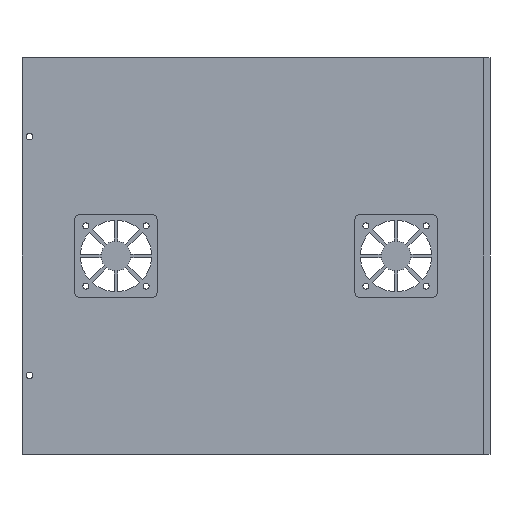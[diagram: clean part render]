
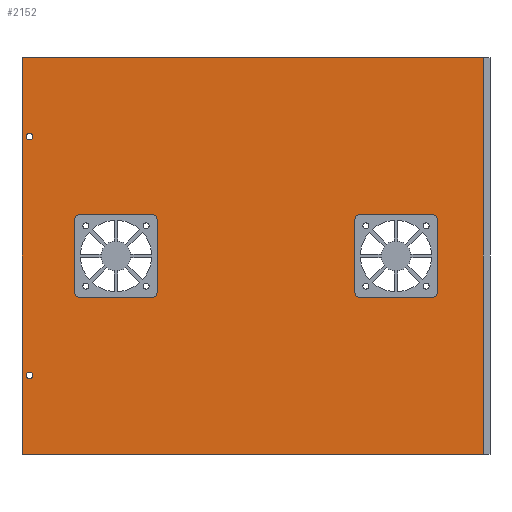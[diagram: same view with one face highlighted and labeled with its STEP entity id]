
A CAD part, front view. The second image highlights one B-rep face of the part: STEP entity #2152.
In plain terms, the highlighted planar face has unit normal (0, -1, 0).
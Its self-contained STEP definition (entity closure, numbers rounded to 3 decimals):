
#1=CARTESIAN_POINT('',(4.,0.,42.));
#2=DIRECTION('',(0.,-1.,0.));
#3=DIRECTION('',(1.,0.,0.));
#4=AXIS2_PLACEMENT_3D('',#1,#2,#3);
#6=CARTESIAN_POINT('',(4.,0.,42.));
#7=DIRECTION('',(0.,-1.,0.));
#8=DIRECTION('',(-1.,0.,0.));
#9=AXIS2_PLACEMENT_3D('',#6,#7,#8);
#11=CARTESIAN_POINT('',(4.,0.,169.));
#12=DIRECTION('',(0.,-1.,0.));
#13=DIRECTION('',(1.,0.,0.));
#14=AXIS2_PLACEMENT_3D('',#11,#12,#13);
#16=CARTESIAN_POINT('',(4.,0.,169.));
#17=DIRECTION('',(0.,-1.,0.));
#18=DIRECTION('',(-1.,0.,0.));
#19=AXIS2_PLACEMENT_3D('',#16,#17,#18);
#21=CARTESIAN_POINT('',(31.,0.,124.5));
#22=DIRECTION('',(0.,-1.,0.));
#23=DIRECTION('',(0.,0.,1.));
#24=AXIS2_PLACEMENT_3D('',#21,#22,#23);
#26=CARTESIAN_POINT('',(31.,0.,86.5));
#27=DIRECTION('',(0.,-1.,0.));
#28=DIRECTION('',(-1.,0.,0.));
#29=AXIS2_PLACEMENT_3D('',#26,#27,#28);
#31=CARTESIAN_POINT('',(69.,0.,86.5));
#32=DIRECTION('',(0.,-1.,0.));
#33=DIRECTION('',(0.,0.,-1.));
#34=AXIS2_PLACEMENT_3D('',#31,#32,#33);
#36=CARTESIAN_POINT('',(69.,0.,124.5));
#37=DIRECTION('',(0.,-1.,0.));
#38=DIRECTION('',(1.,0.,0.));
#39=AXIS2_PLACEMENT_3D('',#36,#37,#38);
#41=CARTESIAN_POINT('',(180.,0.,86.5));
#42=DIRECTION('',(0.,-1.,0.));
#43=DIRECTION('',(-1.,0.,0.));
#44=AXIS2_PLACEMENT_3D('',#41,#42,#43);
#46=CARTESIAN_POINT('',(218.,0.,86.5));
#47=DIRECTION('',(0.,-1.,0.));
#48=DIRECTION('',(0.,0.,-1.));
#49=AXIS2_PLACEMENT_3D('',#46,#47,#48);
#51=CARTESIAN_POINT('',(218.,0.,124.5));
#52=DIRECTION('',(0.,-1.,0.));
#53=DIRECTION('',(1.,0.,0.));
#54=AXIS2_PLACEMENT_3D('',#51,#52,#53);
#56=CARTESIAN_POINT('',(180.,0.,124.5));
#57=DIRECTION('',(0.,-1.,0.));
#58=DIRECTION('',(0.,0.,1.));
#59=AXIS2_PLACEMENT_3D('',#56,#57,#58);
#61=DIRECTION('',(0.,0.,-1.));
#62=VECTOR('',#61,211.);
#63=CARTESIAN_POINT('',(245.5,0.,211.));
#64=LINE('',#63,#62);
#549=DIRECTION('',(0.,0.,-1.));
#550=VECTOR('',#549,211.);
#551=CARTESIAN_POINT('',(0.,0.,211.));
#552=LINE('',#551,#550);
#565=DIRECTION('',(1.,0.,0.));
#566=VECTOR('',#565,245.5);
#567=CARTESIAN_POINT('',(0.,0.,0.));
#568=LINE('',#567,#566);
#585=DIRECTION('',(-1.,0.,0.));
#586=VECTOR('',#585,245.5);
#587=CARTESIAN_POINT('',(245.5,0.,211.));
#588=LINE('',#587,#586);
#805=DIRECTION('',(-1.,0.,0.));
#806=VECTOR('',#805,38.);
#807=CARTESIAN_POINT('',(69.,0.,83.5));
#808=LINE('',#807,#806);
#817=DIRECTION('',(0.,0.,-1.));
#818=VECTOR('',#817,38.);
#819=CARTESIAN_POINT('',(72.,0.,124.5));
#820=LINE('',#819,#818);
#829=DIRECTION('',(1.,0.,0.));
#830=VECTOR('',#829,38.);
#831=CARTESIAN_POINT('',(31.,0.,127.5));
#832=LINE('',#831,#830);
#841=DIRECTION('',(0.,0.,1.));
#842=VECTOR('',#841,38.);
#843=CARTESIAN_POINT('',(28.,0.,86.5));
#844=LINE('',#843,#842);
#1233=DIRECTION('',(0.,0.,-1.));
#1234=VECTOR('',#1233,38.);
#1235=CARTESIAN_POINT('',(221.,0.,124.5));
#1236=LINE('',#1235,#1234);
#1245=DIRECTION('',(1.,0.,0.));
#1246=VECTOR('',#1245,38.);
#1247=CARTESIAN_POINT('',(180.,0.,127.5));
#1248=LINE('',#1247,#1246);
#1257=DIRECTION('',(0.,0.,1.));
#1258=VECTOR('',#1257,38.);
#1259=CARTESIAN_POINT('',(177.,0.,86.5));
#1260=LINE('',#1259,#1258);
#1269=DIRECTION('',(-1.,0.,0.));
#1270=VECTOR('',#1269,38.);
#1271=CARTESIAN_POINT('',(218.,0.,83.5));
#1272=LINE('',#1271,#1270);
#1601=CARTESIAN_POINT('',(0.,0.,211.));
#1602=CARTESIAN_POINT('',(0.,0.,0.));
#1603=VERTEX_POINT('',#1601);
#1604=VERTEX_POINT('',#1602);
#1605=CARTESIAN_POINT('',(5.75,0.,42.));
#1606=CARTESIAN_POINT('',(2.25,0.,42.));
#1607=VERTEX_POINT('',#1605);
#1608=VERTEX_POINT('',#1606);
#1609=CARTESIAN_POINT('',(5.75,0.,169.));
#1610=CARTESIAN_POINT('',(2.25,0.,169.));
#1611=VERTEX_POINT('',#1609);
#1612=VERTEX_POINT('',#1610);
#1613=CARTESIAN_POINT('',(31.,0.,127.5));
#1614=CARTESIAN_POINT('',(69.,0.,127.5));
#1615=VERTEX_POINT('',#1613);
#1616=VERTEX_POINT('',#1614);
#1617=CARTESIAN_POINT('',(28.,0.,124.5));
#1618=VERTEX_POINT('',#1617);
#1619=CARTESIAN_POINT('',(28.,0.,86.5));
#1620=VERTEX_POINT('',#1619);
#1621=CARTESIAN_POINT('',(31.,0.,83.5));
#1622=VERTEX_POINT('',#1621);
#1623=CARTESIAN_POINT('',(69.,0.,83.5));
#1624=VERTEX_POINT('',#1623);
#1625=CARTESIAN_POINT('',(72.,0.,86.5));
#1626=VERTEX_POINT('',#1625);
#1627=CARTESIAN_POINT('',(72.,0.,124.5));
#1628=VERTEX_POINT('',#1627);
#1629=CARTESIAN_POINT('',(177.,0.,86.5));
#1630=CARTESIAN_POINT('',(177.,0.,124.5));
#1631=VERTEX_POINT('',#1629);
#1632=VERTEX_POINT('',#1630);
#1633=CARTESIAN_POINT('',(180.,0.,83.5));
#1634=VERTEX_POINT('',#1633);
#1635=CARTESIAN_POINT('',(218.,0.,83.5));
#1636=VERTEX_POINT('',#1635);
#1637=CARTESIAN_POINT('',(221.,0.,86.5));
#1638=VERTEX_POINT('',#1637);
#1639=CARTESIAN_POINT('',(221.,0.,124.5));
#1640=VERTEX_POINT('',#1639);
#1641=CARTESIAN_POINT('',(218.,0.,127.5));
#1642=VERTEX_POINT('',#1641);
#1643=CARTESIAN_POINT('',(180.,0.,127.5));
#1644=VERTEX_POINT('',#1643);
#2077=CARTESIAN_POINT('',(245.5,0.,211.));
#2078=CARTESIAN_POINT('',(245.5,0.,0.));
#2079=VERTEX_POINT('',#2077);
#2080=VERTEX_POINT('',#2078);
#2089=CARTESIAN_POINT('',(0.,0.,0.));
#2090=DIRECTION('',(0.,1.,0.));
#2091=DIRECTION('',(1.,0.,0.));
#2092=AXIS2_PLACEMENT_3D('',#2089,#2090,#2091);
#2093=PLANE('',#2092);
#2095=ORIENTED_EDGE('',*,*,#2094,.T.);
#2097=ORIENTED_EDGE('',*,*,#2096,.F.);
#2099=ORIENTED_EDGE('',*,*,#2098,.F.);
#2101=ORIENTED_EDGE('',*,*,#2100,.F.);
#2102=EDGE_LOOP('',(#2095,#2097,#2099,#2101));
#2103=FACE_OUTER_BOUND('',#2102,.F.);
#2105=ORIENTED_EDGE('',*,*,#2104,.T.);
#2107=ORIENTED_EDGE('',*,*,#2106,.T.);
#2108=EDGE_LOOP('',(#2105,#2107));
#2109=FACE_BOUND('',#2108,.F.);
#2111=ORIENTED_EDGE('',*,*,#2110,.F.);
#2113=ORIENTED_EDGE('',*,*,#2112,.T.);
#2115=ORIENTED_EDGE('',*,*,#2114,.F.);
#2117=ORIENTED_EDGE('',*,*,#2116,.T.);
#2119=ORIENTED_EDGE('',*,*,#2118,.F.);
#2121=ORIENTED_EDGE('',*,*,#2120,.T.);
#2123=ORIENTED_EDGE('',*,*,#2122,.F.);
#2125=ORIENTED_EDGE('',*,*,#2124,.T.);
#2126=EDGE_LOOP('',(#2111,#2113,#2115,#2117,#2119,#2121,#2123,#2125));
#2127=FACE_BOUND('',#2126,.F.);
#2129=ORIENTED_EDGE('',*,*,#2128,.F.);
#2131=ORIENTED_EDGE('',*,*,#2130,.T.);
#2133=ORIENTED_EDGE('',*,*,#2132,.F.);
#2135=ORIENTED_EDGE('',*,*,#2134,.T.);
#2137=ORIENTED_EDGE('',*,*,#2136,.F.);
#2139=ORIENTED_EDGE('',*,*,#2138,.T.);
#2141=ORIENTED_EDGE('',*,*,#2140,.F.);
#2143=ORIENTED_EDGE('',*,*,#2142,.T.);
#2144=EDGE_LOOP('',(#2129,#2131,#2133,#2135,#2137,#2139,#2141,#2143));
#2145=FACE_BOUND('',#2144,.F.);
#2147=ORIENTED_EDGE('',*,*,#2146,.T.);
#2149=ORIENTED_EDGE('',*,*,#2148,.T.);
#2150=EDGE_LOOP('',(#2147,#2149));
#2151=FACE_BOUND('',#2150,.F.);
#5=CIRCLE('',#4,1.75);
#10=CIRCLE('',#9,1.75);
#15=CIRCLE('',#14,1.75);
#20=CIRCLE('',#19,1.75);
#25=CIRCLE('',#24,3.);
#30=CIRCLE('',#29,3.);
#35=CIRCLE('',#34,3.);
#40=CIRCLE('',#39,3.);
#45=CIRCLE('',#44,3.);
#50=CIRCLE('',#49,3.);
#55=CIRCLE('',#54,3.);
#60=CIRCLE('',#59,3.);
#2094=EDGE_CURVE('',#2079,#2080,#64,.T.);
#2096=EDGE_CURVE('',#1604,#2080,#568,.T.);
#2098=EDGE_CURVE('',#1603,#1604,#552,.T.);
#2100=EDGE_CURVE('',#2079,#1603,#588,.T.);
#2104=EDGE_CURVE('',#1611,#1612,#15,.T.);
#2106=EDGE_CURVE('',#1612,#1611,#20,.T.);
#2110=EDGE_CURVE('',#1615,#1616,#832,.T.);
#2112=EDGE_CURVE('',#1615,#1618,#25,.T.);
#2114=EDGE_CURVE('',#1620,#1618,#844,.T.);
#2116=EDGE_CURVE('',#1620,#1622,#30,.T.);
#2118=EDGE_CURVE('',#1624,#1622,#808,.T.);
#2120=EDGE_CURVE('',#1624,#1626,#35,.T.);
#2122=EDGE_CURVE('',#1628,#1626,#820,.T.);
#2124=EDGE_CURVE('',#1628,#1616,#40,.T.);
#2128=EDGE_CURVE('',#1631,#1632,#1260,.T.);
#2130=EDGE_CURVE('',#1631,#1634,#45,.T.);
#2132=EDGE_CURVE('',#1636,#1634,#1272,.T.);
#2134=EDGE_CURVE('',#1636,#1638,#50,.T.);
#2136=EDGE_CURVE('',#1640,#1638,#1236,.T.);
#2138=EDGE_CURVE('',#1640,#1642,#55,.T.);
#2140=EDGE_CURVE('',#1644,#1642,#1248,.T.);
#2142=EDGE_CURVE('',#1644,#1632,#60,.T.);
#2146=EDGE_CURVE('',#1607,#1608,#5,.T.);
#2148=EDGE_CURVE('',#1608,#1607,#10,.T.);
#2152=ADVANCED_FACE('',(#2103,#2109,#2127,#2145,#2151),#2093,.F.);
